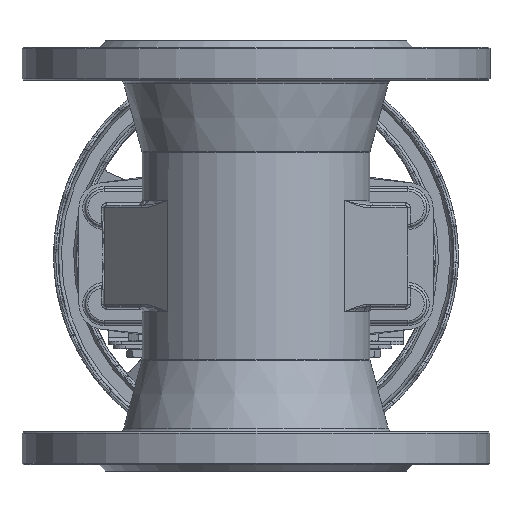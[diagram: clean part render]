
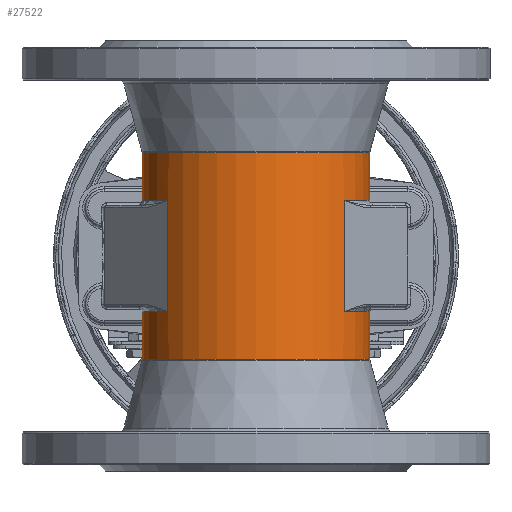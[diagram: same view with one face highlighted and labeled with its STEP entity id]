
A CAD part, front view. The second image highlights one B-rep face of the part: STEP entity #27522.
In plain terms, the highlighted cylindrical face has radius 45 mm (diameter 90 mm), a full revolution.
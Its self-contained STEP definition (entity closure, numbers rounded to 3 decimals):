
#2373=CYLINDRICAL_SURFACE('',#29339,45.);
#2866=LINE('',#38922,#4632);
#2867=LINE('',#38926,#4633);
#2868=LINE('',#38930,#4634);
#2869=LINE('',#38935,#4635);
#2870=LINE('',#38939,#4636);
#2871=LINE('',#38943,#4637);
#2872=LINE('',#38947,#4638);
#2873=LINE('',#38951,#4639);
#4632=VECTOR('',#31955,45.);
#4633=VECTOR('',#31958,10.);
#4634=VECTOR('',#31961,45.);
#4635=VECTOR('',#31966,10.);
#4636=VECTOR('',#31969,10.);
#4637=VECTOR('',#31972,10.);
#4638=VECTOR('',#31975,10.);
#4639=VECTOR('',#31978,10.);
#6455=FACE_OUTER_BOUND('',#8049,.T.);
#8049=EDGE_LOOP('',(#17878,#17879,#17880,#17881,#17882,#17883,#17884,#17885,
#17886,#17887,#17888,#17889,#17890,#17891,#17892,#17893,#17894,#17895,#17896,
#17897,#17898));
#9772=CIRCLE('',#29334,45.);
#9773=CIRCLE('',#29335,45.);
#9776=CIRCLE('',#29340,45.);
#9777=CIRCLE('',#29341,45.);
#9778=CIRCLE('',#29342,45.);
#9779=CIRCLE('',#29343,45.);
#9780=CIRCLE('',#29344,45.);
#9781=CIRCLE('',#29345,45.);
#9782=CIRCLE('',#29346,45.);
#9783=CIRCLE('',#29347,45.);
#9784=CIRCLE('',#29348,45.);
#11042=VERTEX_POINT('',#38909);
#11043=VERTEX_POINT('',#38911);
#11046=VERTEX_POINT('',#38921);
#11047=VERTEX_POINT('',#38923);
#11048=VERTEX_POINT('',#38925);
#11049=VERTEX_POINT('',#38927);
#11050=VERTEX_POINT('',#38929);
#11051=VERTEX_POINT('',#38932);
#11052=VERTEX_POINT('',#38934);
#11053=VERTEX_POINT('',#38936);
#11054=VERTEX_POINT('',#38938);
#11055=VERTEX_POINT('',#38940);
#11056=VERTEX_POINT('',#38942);
#11057=VERTEX_POINT('',#38944);
#11058=VERTEX_POINT('',#38946);
#11059=VERTEX_POINT('',#38948);
#11060=VERTEX_POINT('',#38950);
#13705=EDGE_CURVE('',#11042,#11043,#9772,.T.);
#13706=EDGE_CURVE('',#11043,#11042,#9773,.T.);
#13710=EDGE_CURVE('',#11043,#11046,#2866,.T.);
#13711=EDGE_CURVE('',#11046,#11047,#9776,.T.);
#13712=EDGE_CURVE('',#11048,#11047,#2867,.T.);
#13713=EDGE_CURVE('',#11049,#11048,#9777,.T.);
#13714=EDGE_CURVE('',#11049,#11050,#2868,.T.);
#13715=EDGE_CURVE('',#11050,#11050,#9778,.T.);
#13716=EDGE_CURVE('',#11051,#11049,#9779,.T.);
#13717=EDGE_CURVE('',#11052,#11051,#2869,.T.);
#13718=EDGE_CURVE('',#11053,#11052,#9780,.T.);
#13719=EDGE_CURVE('',#11054,#11053,#2870,.T.);
#13720=EDGE_CURVE('',#11055,#11054,#9781,.T.);
#13721=EDGE_CURVE('',#11055,#11056,#2871,.T.);
#13722=EDGE_CURVE('',#11056,#11057,#9782,.T.);
#13723=EDGE_CURVE('',#11057,#11058,#2872,.T.);
#13724=EDGE_CURVE('',#11058,#11059,#9783,.T.);
#13725=EDGE_CURVE('',#11059,#11060,#2873,.T.);
#13726=EDGE_CURVE('',#11060,#11046,#9784,.T.);
#17878=ORIENTED_EDGE('',*,*,#13706,.F.);
#17879=ORIENTED_EDGE('',*,*,#13710,.T.);
#17880=ORIENTED_EDGE('',*,*,#13711,.T.);
#17881=ORIENTED_EDGE('',*,*,#13712,.F.);
#17882=ORIENTED_EDGE('',*,*,#13713,.F.);
#17883=ORIENTED_EDGE('',*,*,#13714,.T.);
#17884=ORIENTED_EDGE('',*,*,#13715,.F.);
#17885=ORIENTED_EDGE('',*,*,#13714,.F.);
#17886=ORIENTED_EDGE('',*,*,#13716,.F.);
#17887=ORIENTED_EDGE('',*,*,#13717,.F.);
#17888=ORIENTED_EDGE('',*,*,#13718,.F.);
#17889=ORIENTED_EDGE('',*,*,#13719,.F.);
#17890=ORIENTED_EDGE('',*,*,#13720,.F.);
#17891=ORIENTED_EDGE('',*,*,#13721,.T.);
#17892=ORIENTED_EDGE('',*,*,#13722,.T.);
#17893=ORIENTED_EDGE('',*,*,#13723,.T.);
#17894=ORIENTED_EDGE('',*,*,#13724,.T.);
#17895=ORIENTED_EDGE('',*,*,#13725,.T.);
#17896=ORIENTED_EDGE('',*,*,#13726,.T.);
#17897=ORIENTED_EDGE('',*,*,#13710,.F.);
#17898=ORIENTED_EDGE('',*,*,#13705,.F.);
#27522=ADVANCED_FACE('',(#6455),#2373,.T.);
#29334=AXIS2_PLACEMENT_3D('',#38912,#31942,#31943);
#29335=AXIS2_PLACEMENT_3D('',#38913,#31944,#31945);
#29339=AXIS2_PLACEMENT_3D('',#38920,#31953,#31954);
#29340=AXIS2_PLACEMENT_3D('',#38924,#31956,#31957);
#29341=AXIS2_PLACEMENT_3D('',#38928,#31959,#31960);
#29342=AXIS2_PLACEMENT_3D('',#38931,#31962,#31963);
#29343=AXIS2_PLACEMENT_3D('',#38933,#31964,#31965);
#29344=AXIS2_PLACEMENT_3D('',#38937,#31967,#31968);
#29345=AXIS2_PLACEMENT_3D('',#38941,#31970,#31971);
#29346=AXIS2_PLACEMENT_3D('',#38945,#31973,#31974);
#29347=AXIS2_PLACEMENT_3D('',#38949,#31976,#31977);
#29348=AXIS2_PLACEMENT_3D('',#38952,#31979,#31980);
#31942=DIRECTION('center_axis',(0.,0.,-1.));
#31943=DIRECTION('ref_axis',(-1.,0.,0.));
#31944=DIRECTION('center_axis',(0.,0.,-1.));
#31945=DIRECTION('ref_axis',(-1.,0.,0.));
#31953=DIRECTION('center_axis',(0.,0.,-1.));
#31954=DIRECTION('ref_axis',(-1.,0.,0.));
#31955=DIRECTION('',(0.,0.,1.));
#31956=DIRECTION('center_axis',(0.,0.,-1.));
#31957=DIRECTION('ref_axis',(0.971,0.24,0.));
#31958=DIRECTION('',(0.,0.,-1.));
#31959=DIRECTION('center_axis',(0.,0.,-1.));
#31960=DIRECTION('ref_axis',(0.971,0.24,0.));
#31961=DIRECTION('',(0.,0.,1.));
#31962=DIRECTION('center_axis',(0.,0.,1.));
#31963=DIRECTION('ref_axis',(-1.,0.,0.));
#31964=DIRECTION('center_axis',(0.,0.,-1.));
#31965=DIRECTION('ref_axis',(0.971,0.24,0.));
#31966=DIRECTION('',(0.,0.,-1.));
#31967=DIRECTION('center_axis',(0.,0.,
-1.));
#31968=DIRECTION('ref_axis',(0.,1.,0.));
#31969=DIRECTION('',(0.,0.,1.));
#31970=DIRECTION('center_axis',(0.,0.,-1.));
#31971=DIRECTION('ref_axis',(-0.971,0.24,0.));
#31972=DIRECTION('',(0.,0.,-1.));
#31973=DIRECTION('center_axis',(0.,0.,-1.));
#31974=DIRECTION('ref_axis',(-0.971,0.24,0.));
#31975=DIRECTION('',(0.,0.,-1.));
#31976=DIRECTION('center_axis',(0.,0.,
-1.));
#31977=DIRECTION('ref_axis',(0.,1.,0.));
#31978=DIRECTION('',(0.,0.,1.));
#31979=DIRECTION('center_axis',(0.,0.,-1.));
#31980=DIRECTION('ref_axis',(0.971,0.24,0.));
#38909=CARTESIAN_POINT('',(-45.,0.,-123.737));
#38911=CARTESIAN_POINT('',(45.,0.,-123.737));
#38912=CARTESIAN_POINT('Origin',(0.,0.,-123.737));
#38913=CARTESIAN_POINT('Origin',(0.,0.,-123.737));
#38920=CARTESIAN_POINT('Origin',(0.,0.,-18.));
#38921=CARTESIAN_POINT('',(45.,0.,-105.));
#38922=CARTESIAN_POINT('',(45.,0.,-18.));
#38923=CARTESIAN_POINT('',(34.815,-28.512,-105.));
#38924=CARTESIAN_POINT('Origin',(0.,0.,-105.));
#38925=CARTESIAN_POINT('',(34.815,-28.512,-61.));
#38926=CARTESIAN_POINT('',(34.815,-28.512,-18.));
#38927=CARTESIAN_POINT('',(45.,0.,-61.));
#38928=CARTESIAN_POINT('Origin',(0.,0.,-61.));
#38929=CARTESIAN_POINT('',(45.,0.,-42.263));
#38930=CARTESIAN_POINT('',(45.,0.,-18.));
#38931=CARTESIAN_POINT('Origin',(0.,0.,-42.263));
#38932=CARTESIAN_POINT('',(18.67,40.944,-61.));
#38933=CARTESIAN_POINT('Origin',(0.,0.,-61.));
#38934=CARTESIAN_POINT('',(18.67,40.944,-57.));
#38935=CARTESIAN_POINT('',(18.67,40.944,-18.));
#38936=CARTESIAN_POINT('',(-18.67,40.944,-57.));
#38937=CARTESIAN_POINT('Origin',(0.,0.,-57.));
#38938=CARTESIAN_POINT('',(-18.67,40.944,-61.));
#38939=CARTESIAN_POINT('',(-18.67,40.944,-18.));
#38940=CARTESIAN_POINT('',(-34.815,-28.512,-61.));
#38941=CARTESIAN_POINT('Origin',(0.,0.,-61.));
#38942=CARTESIAN_POINT('',(-34.815,-28.512,-105.));
#38943=CARTESIAN_POINT('',(-34.815,-28.512,-18.));
#38944=CARTESIAN_POINT('',(-18.67,40.944,-105.));
#38945=CARTESIAN_POINT('Origin',(0.,0.,-105.));
#38946=CARTESIAN_POINT('',(-18.67,40.944,-109.));
#38947=CARTESIAN_POINT('',(-18.67,40.944,-148.));
#38948=CARTESIAN_POINT('',(18.67,40.944,-109.));
#38949=CARTESIAN_POINT('Origin',(0.,0.,-109.));
#38950=CARTESIAN_POINT('',(18.67,40.944,-105.));
#38951=CARTESIAN_POINT('',(18.67,40.944,-148.));
#38952=CARTESIAN_POINT('Origin',(0.,0.,-105.));
